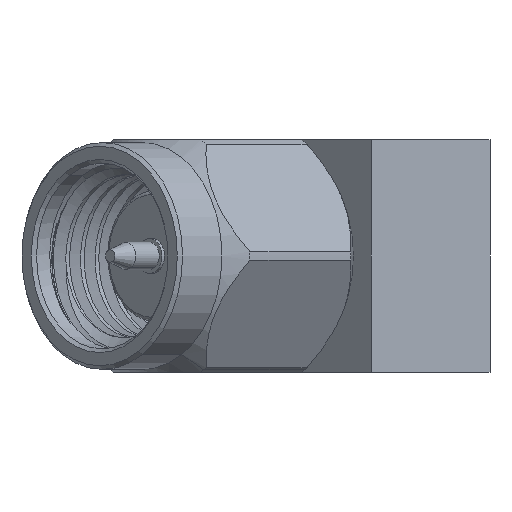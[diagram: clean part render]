
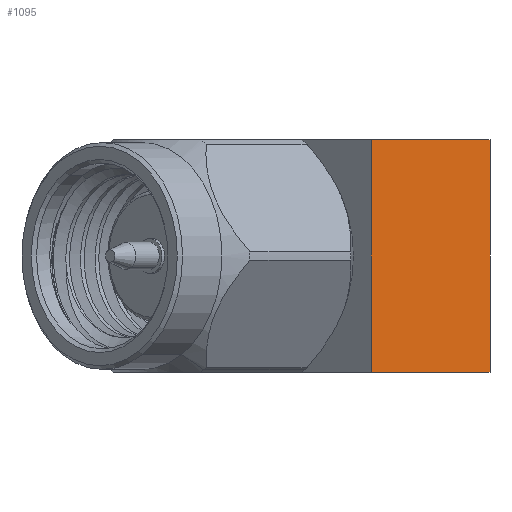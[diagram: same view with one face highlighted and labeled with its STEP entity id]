
A CAD part, left-side view. The second image highlights one B-rep face of the part: STEP entity #1095.
In plain terms, the highlighted planar face has unit normal (-0.707, -0.708, 0).
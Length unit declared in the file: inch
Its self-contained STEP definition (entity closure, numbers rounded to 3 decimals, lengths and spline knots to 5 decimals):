
#238 = DIRECTION ( 'NONE',  ( 0.707, -0.707, 0. ) ) ;
#597 = CARTESIAN_POINT ( 'NONE',  ( -0.06548, -0.15982, 0.15625 ) ) ;
#666 = VECTOR ( 'NONE', #1150, 39.37008 ) ;
#919 = VERTEX_POINT ( 'NONE', #3933 ) ;
#925 = CARTESIAN_POINT ( 'NONE',  ( -0.06548, -0.15982, -0.15625 ) ) ;
#1095 = ADVANCED_FACE ( 'NONE', ( #4619 ), #1855, .F. ) ;
#1150 = DIRECTION ( 'NONE',  ( 0., 0., -1. ) ) ;
#1392 = CARTESIAN_POINT ( 'NONE',  ( -0.06548, -0.15982, 0.15625 ) ) ;
#1608 = VECTOR ( 'NONE', #238, 39.37008 ) ;
#1827 = ORIENTED_EDGE ( 'NONE', *, *, #4076, .T. ) ;
#1855 = PLANE ( 'NONE',  #4913 ) ;
#2098 = ORIENTED_EDGE ( 'NONE', *, *, #3080, .F. ) ;
#2125 = CARTESIAN_POINT ( 'NONE',  ( -0.22547, 0., 0.15625 ) ) ;
#2135 = ORIENTED_EDGE ( 'NONE', *, *, #3865, .T. ) ;
#2243 = VECTOR ( 'NONE', #4670, 39.37008 ) ;
#2289 = CARTESIAN_POINT ( 'NONE',  ( -0.06548, -0.15982, -0.15625 ) ) ;
#2539 = LINE ( 'NONE', #5278, #666 ) ;
#2954 = LINE ( 'NONE', #4219, #5265 ) ;
#3080 = EDGE_CURVE ( 'NONE', #4477, #5943, #4951, .T. ) ;
#3865 = EDGE_CURVE ( 'NONE', #4477, #919, #2539, .T. ) ;
#3933 = CARTESIAN_POINT ( 'NONE',  ( -0.22547, 0., -0.15625 ) ) ;
#3944 = DIRECTION ( 'NONE',  ( 0.707, 0.707, 0. ) ) ;
#3993 = VERTEX_POINT ( 'NONE', #925 ) ;
#4040 = EDGE_CURVE ( 'NONE', #5943, #3993, #2954, .T. ) ;
#4076 = EDGE_CURVE ( 'NONE', #919, #3993, #6489, .T. ) ;
#4219 = CARTESIAN_POINT ( 'NONE',  ( -0.06548, -0.15982, 0.15625 ) ) ;
#4477 = VERTEX_POINT ( 'NONE', #2125 ) ;
#4619 = FACE_OUTER_BOUND ( 'NONE', #4818, .T. ) ;
#4670 = DIRECTION ( 'NONE',  ( 0.707, -0.707, 0. ) ) ;
#4717 = DIRECTION ( 'NONE',  ( 0., 0., -1. ) ) ;
#4818 = EDGE_LOOP ( 'NONE', ( #1827, #5748, #2098, #2135 ) ) ;
#4913 = AXIS2_PLACEMENT_3D ( 'NONE', #1392, #3944, #6502 ) ;
#4951 = LINE ( 'NONE', #5725, #2243 ) ;
#5265 = VECTOR ( 'NONE', #4717, 39.37008 ) ;
#5278 = CARTESIAN_POINT ( 'NONE',  ( -0.22547, 0., 0.15625 ) ) ;
#5725 = CARTESIAN_POINT ( 'NONE',  ( -0.06548, -0.15982, 0.15625 ) ) ;
#5748 = ORIENTED_EDGE ( 'NONE', *, *, #4040, .F. ) ;
#5943 = VERTEX_POINT ( 'NONE', #597 ) ;
#6489 = LINE ( 'NONE', #2289, #1608 ) ;
#6502 = DIRECTION ( 'NONE',  ( -0.707, 0.707, 0. ) ) ;
